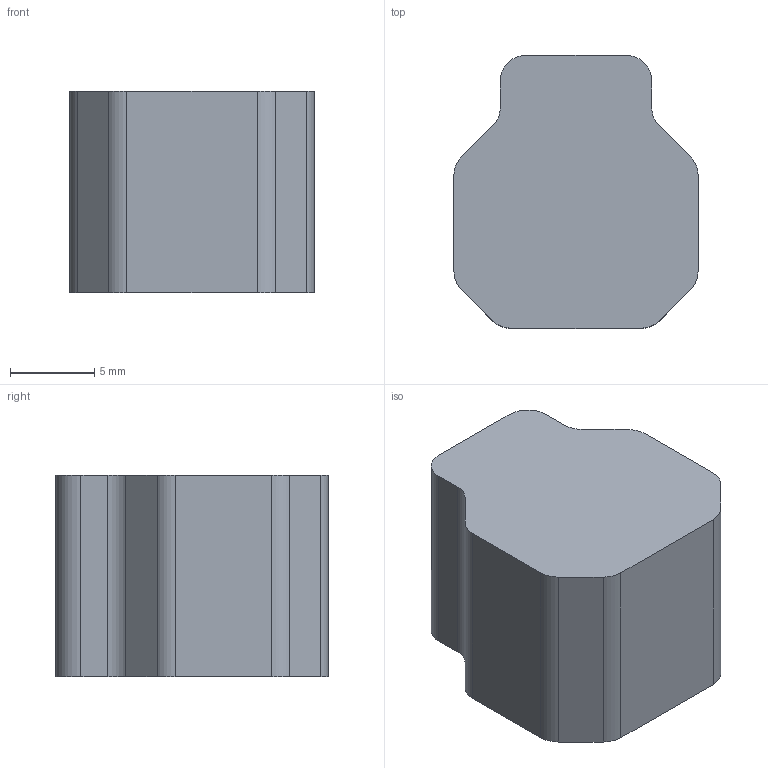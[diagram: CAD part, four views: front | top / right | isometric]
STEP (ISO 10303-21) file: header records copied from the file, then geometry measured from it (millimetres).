
FILE_DESCRIPTION((''),'2;1');
FILE_NAME('RN_128-01_E1','2023-06-05T16:06:17',('J_Laengerich'),(''),'CREO PARAMETRIC BY PTC INC, 2022281','CREO PARAMETRIC BY PTC INC, 2022281','');
FILE_SCHEMA(('AUTOMOTIVE_DESIGN { 1 0 10303 214 1 1 1 1 }'));
Length unit declared in the file: millimetre
Products named in the file (1): RN_128-01_E1
Bounding box: 14.5 x 16.2 x 12 mm (x, y, z)
Volume: 1318.9 mm3; surface area: 1815.7 mm2
Topology: 1 solids, 1 shells, 177 faces, 460 edges, 292 vertices
Faces by surface type: plane 85, cylinder 68, cone 14, torus 6, bspline 4
Entity records: 6787 total; most frequent: CARTESIAN_POINT 1019, DIRECTION 979, ORIENTED_EDGE 920, EDGE_CURVE 460, AXIS2_PLACEMENT_3D 348, VERTEX_POINT 292, VECTOR 283, LINE 283
